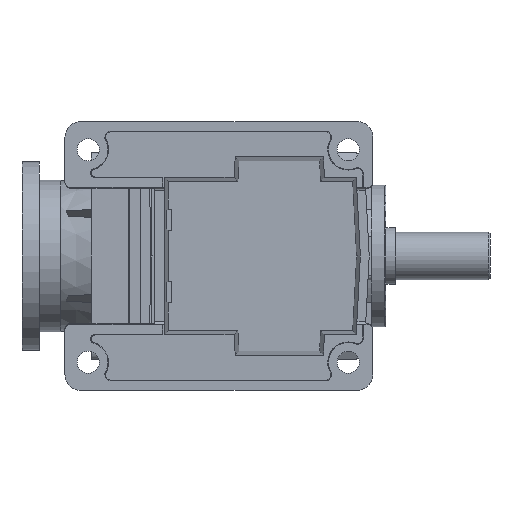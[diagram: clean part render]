
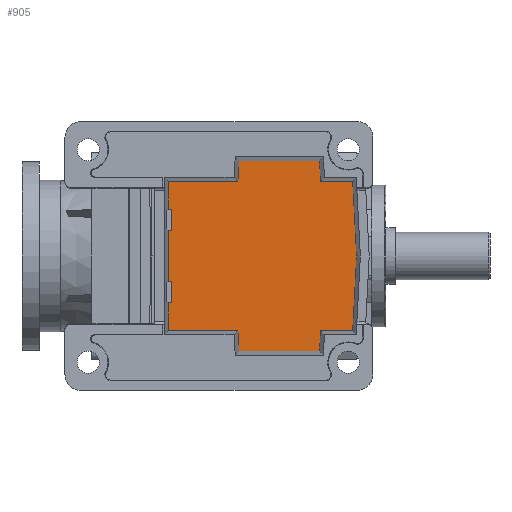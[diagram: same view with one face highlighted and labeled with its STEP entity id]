
A CAD part, front view. The second image highlights one B-rep face of the part: STEP entity #905.
In plain terms, the highlighted planar face has unit normal (0, -1, 0).
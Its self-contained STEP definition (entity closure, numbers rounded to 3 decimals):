
#905 = ADVANCED_FACE( '', ( #2366 ), #2367, .F. );
#2366 = FACE_OUTER_BOUND( '', #5416, .T. );
#2367 = PLANE( '', #5417 );
#5416 = EDGE_LOOP( '', ( #12273, #12274, #12275, #12276, #12277, #12278, #12279, #12280, #12281, #12282, #12283, #12284, #12285, #12286, #12287, #12288, #12289, #12290, #12291, #12292, #12293 ) );
#5417 = AXIS2_PLACEMENT_3D( '', #12294, #12295, #12296 );
#12273 = ORIENTED_EDGE( '', *, *, #18258, .F. );
#12274 = ORIENTED_EDGE( '', *, *, #18259, .F. );
#12275 = ORIENTED_EDGE( '', *, *, #18260, .T. );
#12276 = ORIENTED_EDGE( '', *, *, #18261, .T. );
#12277 = ORIENTED_EDGE( '', *, *, #18262, .T. );
#12278 = ORIENTED_EDGE( '', *, *, #18244, .F. );
#12279 = ORIENTED_EDGE( '', *, *, #18263, .T. );
#12280 = ORIENTED_EDGE( '', *, *, #18264, .F. );
#12281 = ORIENTED_EDGE( '', *, *, #18265, .F. );
#12282 = ORIENTED_EDGE( '', *, *, #18266, .F. );
#12283 = ORIENTED_EDGE( '', *, *, #18267, .T. );
#12284 = ORIENTED_EDGE( '', *, *, #18268, .T. );
#12285 = ORIENTED_EDGE( '', *, *, #18269, .T. );
#12286 = ORIENTED_EDGE( '', *, *, #18270, .T. );
#12287 = ORIENTED_EDGE( '', *, *, #18271, .T. );
#12288 = ORIENTED_EDGE( '', *, *, #18272, .T. );
#12289 = ORIENTED_EDGE( '', *, *, #18273, .T. );
#12290 = ORIENTED_EDGE( '', *, *, #18274, .T. );
#12291 = ORIENTED_EDGE( '', *, *, #18275, .F. );
#12292 = ORIENTED_EDGE( '', *, *, #18276, .T. );
#12293 = ORIENTED_EDGE( '', *, *, #18277, .T. );
#12294 = CARTESIAN_POINT( '', ( 29.788, -79., 131.729 ) );
#12295 = DIRECTION( '', ( 0., 1., 0. ) );
#12296 = DIRECTION( '', ( 0., 0., -1. ) );
#18244 = EDGE_CURVE( '', #20962, #20965, #20966, .T. );
#18258 = EDGE_CURVE( '', #20989, #20990, #20991, .T. );
#18259 = EDGE_CURVE( '', #20992, #20989, #20993, .T. );
#18260 = EDGE_CURVE( '', #20992, #20994, #20995, .T. );
#18261 = EDGE_CURVE( '', #20994, #20996, #20997, .T. );
#18262 = EDGE_CURVE( '', #20996, #20965, #20998, .T. );
#18263 = EDGE_CURVE( '', #20962, #20999, #21000, .T. );
#18264 = EDGE_CURVE( '', #21001, #20999, #21002, .T. );
#18265 = EDGE_CURVE( '', #21003, #21001, #21004, .T. );
#18266 = EDGE_CURVE( '', #21005, #21003, #21006, .T. );
#18267 = EDGE_CURVE( '', #21005, #21007, #21008, .T. );
#18268 = EDGE_CURVE( '', #21007, #21009, #21010, .T. );
#18269 = EDGE_CURVE( '', #21009, #21011, #21012, .T. );
#18270 = EDGE_CURVE( '', #21011, #21013, #21014, .T. );
#18271 = EDGE_CURVE( '', #21013, #21015, #21016, .T. );
#18272 = EDGE_CURVE( '', #21015, #21017, #21018, .T. );
#18273 = EDGE_CURVE( '', #21017, #21019, #21020, .T. );
#18274 = EDGE_CURVE( '', #21019, #21021, #21022, .T. );
#18275 = EDGE_CURVE( '', #21023, #21021, #21024, .T. );
#18276 = EDGE_CURVE( '', #21023, #21025, #21026, .T. );
#18277 = EDGE_CURVE( '', #21025, #20990, #21027, .T. );
#20962 = VERTEX_POINT( '', #25389 );
#20965 = VERTEX_POINT( '', #25393 );
#20966 = LINE( '', #25394, #25395 );
#20989 = VERTEX_POINT( '', #25424 );
#20990 = VERTEX_POINT( '', #25425 );
#20991 = LINE( '', #25426, #25427 );
#20992 = VERTEX_POINT( '', #25428 );
#20993 = LINE( '', #25429, #25430 );
#20994 = VERTEX_POINT( '', #25431 );
#20995 = LINE( '', #25432, #25433 );
#20996 = VERTEX_POINT( '', #25434 );
#20997 = LINE( '', #25435, #25436 );
#20998 = LINE( '', #25437, #25438 );
#20999 = VERTEX_POINT( '', #25439 );
#21000 = LINE( '', #25440, #25441 );
#21001 = VERTEX_POINT( '', #25442 );
#21002 = LINE( '', #25443, #25444 );
#21003 = VERTEX_POINT( '', #25445 );
#21004 = LINE( '', #25446, #25447 );
#21005 = VERTEX_POINT( '', #25448 );
#21006 = LINE( '', #25449, #25450 );
#21007 = VERTEX_POINT( '', #25451 );
#21008 = LINE( '', #25452, #25453 );
#21009 = VERTEX_POINT( '', #25454 );
#21010 = LINE( '', #25455, #25456 );
#21011 = VERTEX_POINT( '', #25457 );
#21012 = LINE( '', #25458, #25459 );
#21013 = VERTEX_POINT( '', #25460 );
#21014 = LINE( '', #25461, #25462 );
#21015 = VERTEX_POINT( '', #25463 );
#21016 = LINE( '', #25464, #25465 );
#21017 = VERTEX_POINT( '', #25466 );
#21018 = LINE( '', #25467, #25468 );
#21019 = VERTEX_POINT( '', #25469 );
#21020 = LINE( '', #25470, #25471 );
#21021 = VERTEX_POINT( '', #25472 );
#21022 = LINE( '', #25473, #25474 );
#21023 = VERTEX_POINT( '', #25475 );
#21024 = LINE( '', #25476, #25477 );
#21025 = VERTEX_POINT( '', #25478 );
#21026 = LINE( '', #25479, #25480 );
#21027 = LINE( '', #25481, #25482 );
#25389 = CARTESIAN_POINT( '', ( 128.944, -79., 129.191 ) );
#25393 = CARTESIAN_POINT( '', ( 149.262, -79., 129.191 ) );
#25394 = CARTESIAN_POINT( '', ( 29.788, -79., 129.191 ) );
#25395 = VECTOR( '', #30915, 1000. );
#25424 = CARTESIAN_POINT( '', ( 128.262, -79., 21.492 ) );
#25425 = CARTESIAN_POINT( '', ( 77.088, -79., 21.492 ) );
#25426 = CARTESIAN_POINT( '', ( 29.788, -79., 21.492 ) );
#25427 = VECTOR( '', #30934, 1000. );
#25428 = CARTESIAN_POINT( '', ( 128.944, -79., 34.492 ) );
#25429 = CARTESIAN_POINT( '', ( 133.754, -79., 126.28 ) );
#25430 = VECTOR( '', #30935, 1000. );
#25431 = CARTESIAN_POINT( '', ( 149.262, -79., 34.492 ) );
#25432 = CARTESIAN_POINT( '', ( 131.351, -79., 34.492 ) );
#25433 = VECTOR( '', #30936, 1000. );
#25434 = CARTESIAN_POINT( '', ( 151.744, -79., 81.842 ) );
#25435 = CARTESIAN_POINT( '', ( 149.136, -79., 32.087 ) );
#25436 = VECTOR( '', #30937, 1000. );
#25437 = CARTESIAN_POINT( '', ( 149.136, -79., 131.596 ) );
#25438 = VECTOR( '', #30938, 1000. );
#25439 = CARTESIAN_POINT( '', ( 128.262, -79., 142.191 ) );
#25440 = CARTESIAN_POINT( '', ( 128.136, -79., 144.596 ) );
#25441 = VECTOR( '', #30939, 1000. );
#25442 = CARTESIAN_POINT( '', ( 77.088, -79., 142.191 ) );
#25443 = CARTESIAN_POINT( '', ( 29.788, -79., 142.191 ) );
#25444 = VECTOR( '', #30940, 1000. );
#25445 = CARTESIAN_POINT( '', ( 76.406, -79., 129.191 ) );
#25446 = CARTESIAN_POINT( '', ( 76.411, -79., 129.285 ) );
#25447 = VECTOR( '', #30941, 1000. );
#25448 = CARTESIAN_POINT( '', ( 32.325, -79., 129.191 ) );
#25449 = CARTESIAN_POINT( '', ( 29.788, -79., 129.191 ) );
#25450 = VECTOR( '', #30942, 1000. );
#25451 = CARTESIAN_POINT( '', ( 32.325, -79., 111.457 ) );
#25452 = CARTESIAN_POINT( '', ( 32.325, -79., 142.229 ) );
#25453 = VECTOR( '', #30943, 1000. );
#25454 = CARTESIAN_POINT( '', ( 34.291, -79., 111.457 ) );
#25455 = CARTESIAN_POINT( '', ( 29.788, -79., 111.457 ) );
#25456 = VECTOR( '', #30944, 1000. );
#25457 = CARTESIAN_POINT( '', ( 34.291, -79., 98.226 ) );
#25458 = CARTESIAN_POINT( '', ( 34.291, -79., 131.729 ) );
#25459 = VECTOR( '', #30945, 1000. );
#25460 = CARTESIAN_POINT( '', ( 32.325, -79., 98.226 ) );
#25461 = CARTESIAN_POINT( '', ( 29.788, -79., 98.226 ) );
#25462 = VECTOR( '', #30946, 1000. );
#25463 = CARTESIAN_POINT( '', ( 32.325, -79., 65.457 ) );
#25464 = CARTESIAN_POINT( '', ( 32.325, -79., 142.229 ) );
#25465 = VECTOR( '', #30947, 1000. );
#25466 = CARTESIAN_POINT( '', ( 34.291, -79., 65.457 ) );
#25467 = CARTESIAN_POINT( '', ( 29.788, -79., 65.457 ) );
#25468 = VECTOR( '', #30948, 1000. );
#25469 = CARTESIAN_POINT( '', ( 34.291, -79., 52.226 ) );
#25470 = CARTESIAN_POINT( '', ( 34.291, -79., 131.729 ) );
#25471 = VECTOR( '', #30949, 1000. );
#25472 = CARTESIAN_POINT( '', ( 32.325, -79., 52.226 ) );
#25473 = CARTESIAN_POINT( '', ( 29.788, -79., 52.226 ) );
#25474 = VECTOR( '', #30950, 1000. );
#25475 = CARTESIAN_POINT( '', ( 32.325, -79., 34.492 ) );
#25476 = CARTESIAN_POINT( '', ( 32.325, -79., 131.729 ) );
#25477 = VECTOR( '', #30951, 1000. );
#25478 = CARTESIAN_POINT( '', ( 76.406, -79., 34.492 ) );
#25479 = CARTESIAN_POINT( '', ( 49.22, -79., 34.492 ) );
#25480 = VECTOR( '', #30952, 1000. );
#25481 = CARTESIAN_POINT( '', ( 76.532, -79., 32.087 ) );
#25482 = VECTOR( '', #30953, 1000. );
#30915 = DIRECTION( '', ( 1., 0., 0. ) );
#30934 = DIRECTION( '', ( -1., 0., 0. ) );
#30935 = DIRECTION( '', ( -0.052, 0., -0.999 ) );
#30936 = DIRECTION( '', ( 1., 0., 0. ) );
#30937 = DIRECTION( '', ( 0.052, 0., 0.999 ) );
#30938 = DIRECTION( '', ( -0.052, 0., 0.999 ) );
#30939 = DIRECTION( '', ( -0.052, 0., 0.999 ) );
#30940 = DIRECTION( '', ( 1., 0., 0. ) );
#30941 = DIRECTION( '', ( 0.052, 0., 0.999 ) );
#30942 = DIRECTION( '', ( 1., 0., 0. ) );
#30943 = DIRECTION( '', ( 0., 0., -1. ) );
#30944 = DIRECTION( '', ( 1., 0., 0. ) );
#30945 = DIRECTION( '', ( 0., 0., -1. ) );
#30946 = DIRECTION( '', ( -1., 0., 0. ) );
#30947 = DIRECTION( '', ( 0., 0., -1. ) );
#30948 = DIRECTION( '', ( 1., 0., 0. ) );
#30949 = DIRECTION( '', ( 0., 0., -1. ) );
#30950 = DIRECTION( '', ( -1., 0., 0. ) );
#30951 = DIRECTION( '', ( 0., 0., 1. ) );
#30952 = DIRECTION( '', ( 1., 0., 0. ) );
#30953 = DIRECTION( '', ( 0.052, 0., -0.999 ) );
